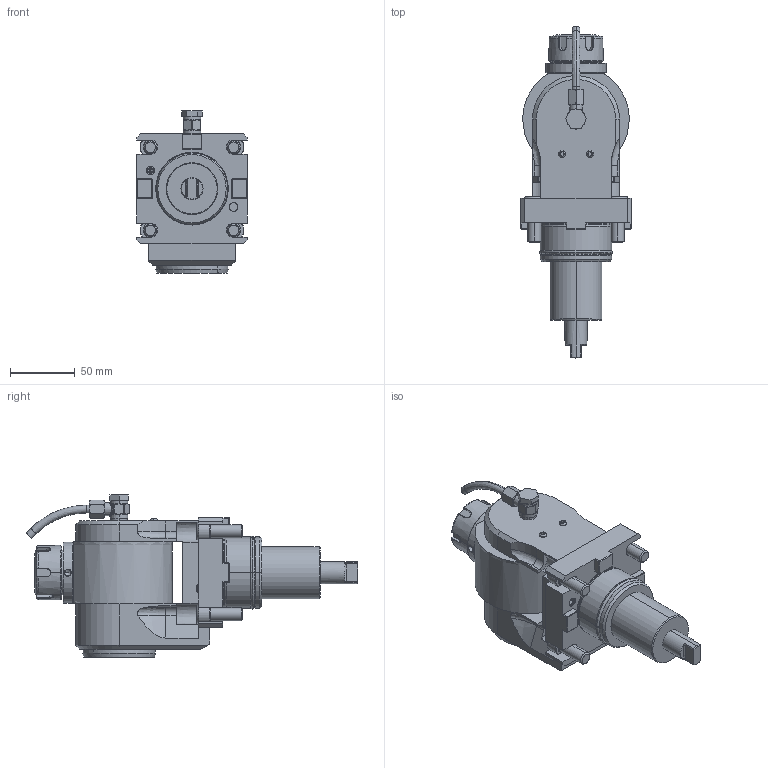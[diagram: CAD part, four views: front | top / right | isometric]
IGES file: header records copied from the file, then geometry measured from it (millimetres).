
Start section:  PTC IGES file: ngt2_55_501_25_1_do.igs
Global section: file name: ngt2_55_501_25_1_do.igs; native system: Pro/ENGINEER by Parametric Technology Corporation; preprocessor: 2010280; author: vali; organization: Unknown; date: 20230515.142954; units: millimetre
Bounding box: 85 x 255.67 x 124.9 mm (x, y, z)
Volume: 902288.6 mm3; surface area: 93903.4 mm2
Topology: 2 solids, 4 shells, 679 faces, 1685 edges, 1032 vertices
Faces by surface type: bspline 377, revolution 302
